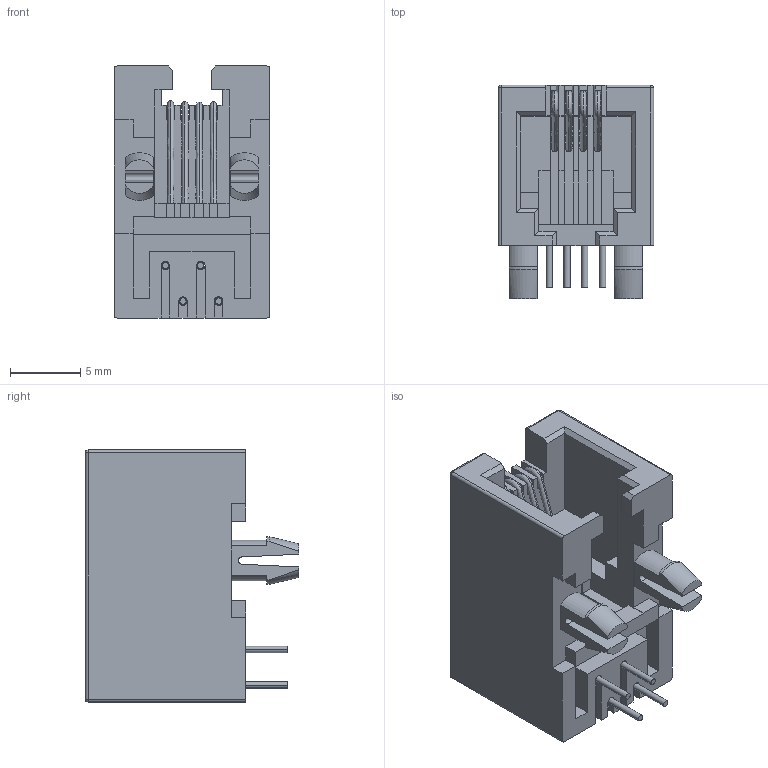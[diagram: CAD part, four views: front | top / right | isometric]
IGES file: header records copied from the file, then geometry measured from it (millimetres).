
Start section:  PTC IGES file: DGKYD53211144IWA1DY1017.igs
Global section: file name: DGKYD53211144IWA1DY1017.igs; native system: Creo Parametric by PTC Inc.; preprocessor: 2018400; author: Administrator; organization: Unknown; date: 20211029.140224; units: millimetre
Bounding box: 11.1 x 15.25 x 18 mm (x, y, z)
Volume: 1455.1 mm3; surface area: 2073.2 mm2
Topology: 1 solids, 1 shells, 244 faces, 727 edges, 472 vertices
Faces by surface type: bspline 197, revolution 47
